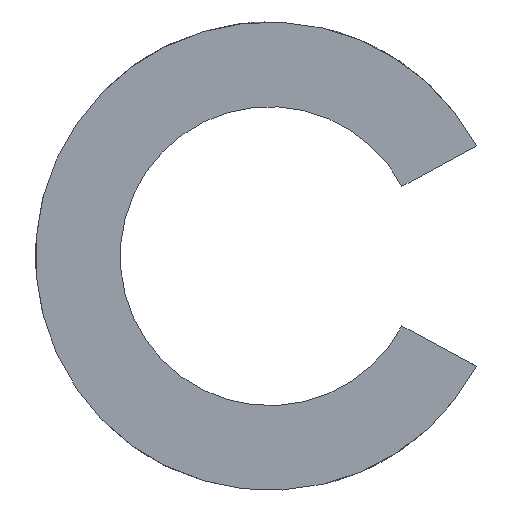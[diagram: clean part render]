
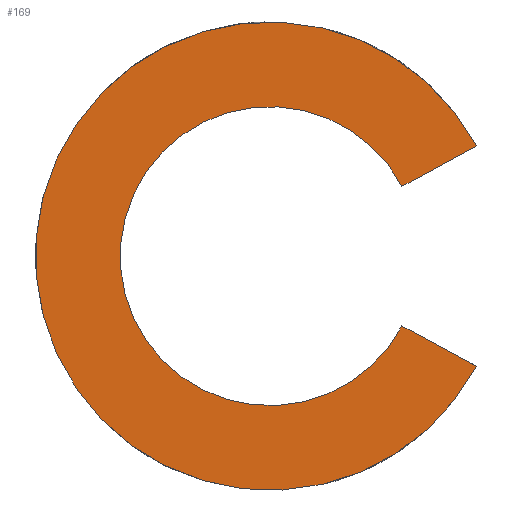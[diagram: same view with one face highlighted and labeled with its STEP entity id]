
A CAD part, left-side view. The second image highlights one B-rep face of the part: STEP entity #169.
In plain terms, the highlighted planar face has unit normal (-1, 0, 0).
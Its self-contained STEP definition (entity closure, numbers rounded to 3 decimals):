
#169 = ADVANCED_FACE( '', ( #435 ), #436, .T. );
#435 = FACE_OUTER_BOUND( '', #814, .T. );
#436 = PLANE( '', #815 );
#814 = EDGE_LOOP( '', ( #1196, #1197, #1198, #1199, #1200, #1201 ) );
#815 = AXIS2_PLACEMENT_3D( '', #1202, #1203, #1204 );
#1196 = ORIENTED_EDGE( '', *, *, #2198, .T. );
#1197 = ORIENTED_EDGE( '', *, *, #2199, .T. );
#1198 = ORIENTED_EDGE( '', *, *, #2200, .F. );
#1199 = ORIENTED_EDGE( '', *, *, #2201, .T. );
#1200 = ORIENTED_EDGE( '', *, *, #2202, .T. );
#1201 = ORIENTED_EDGE( '', *, *, #2203, .T. );
#1202 = CARTESIAN_POINT( '', ( 0., 23.5, 0. ) );
#1203 = DIRECTION( '', ( -1., 0., 0. ) );
#1204 = DIRECTION( '', ( 0., 0., 1. ) );
#2198 = EDGE_CURVE( '', #2599, #2600, #2601, .T. );
#2199 = EDGE_CURVE( '', #2600, #2602, #2603, .T. );
#2200 = EDGE_CURVE( '', #2604, #2602, #2605, .T. );
#2201 = EDGE_CURVE( '', #2604, #2606, #2607, .T. );
#2202 = EDGE_CURVE( '', #2606, #2608, #2609, .T. );
#2203 = EDGE_CURVE( '', #2608, #2599, #2610, .T. );
#2599 = VERTEX_POINT( '', #3174 );
#2600 = VERTEX_POINT( '', #3175 );
#2601 = LINE( '', #3176, #3177 );
#2602 = VERTEX_POINT( '', #3178 );
#2603 = LINE( '', #3179, #3180 );
#2604 = VERTEX_POINT( '', #3181 );
#2605 = CIRCLE( '', #3182, 23.5 );
#2606 = VERTEX_POINT( '', #3183 );
#2607 = LINE( '', #3184, #3185 );
#2608 = VERTEX_POINT( '', #3186 );
#2609 = LINE( '', #3187, #3188 );
#2610 = CIRCLE( '', #3189, 15. );
#3174 = CARTESIAN_POINT( '', ( 0., -13.266, 7. ) );
#3175 = CARTESIAN_POINT( '', ( 0., -13.27, 7. ) );
#3176 = CARTESIAN_POINT( '', ( 0., 0., 7. ) );
#3177 = VECTOR( '', #3959, 1000. );
#3178 = CARTESIAN_POINT( '', ( 0., -20.738, 11.055 ) );
#3179 = CARTESIAN_POINT( '', ( 0., -13.27, 7. ) );
#3180 = VECTOR( '', #3960, 1000. );
#3181 = CARTESIAN_POINT( '', ( 0., -20.738, -11.055 ) );
#3182 = AXIS2_PLACEMENT_3D( '', #3961, #3962, #3963 );
#3183 = CARTESIAN_POINT( '', ( 0., -13.27, -7. ) );
#3184 = CARTESIAN_POINT( '', ( 0., -20.738, -11.055 ) );
#3185 = VECTOR( '', #3964, 1000. );
#3186 = CARTESIAN_POINT( '', ( 0., -13.266, -7. ) );
#3187 = CARTESIAN_POINT( '', ( 0., -13.27, -7. ) );
#3188 = VECTOR( '', #3965, 1000. );
#3189 = AXIS2_PLACEMENT_3D( '', #3966, #3967, #3968 );
#3959 = DIRECTION( '', ( 0., -1., 0. ) );
#3960 = DIRECTION( '', ( 0., -0.879, 0.477 ) );
#3961 = CARTESIAN_POINT( '', ( 0., 0., 0. ) );
#3962 = DIRECTION( '', ( 1., 0., 0. ) );
#3963 = DIRECTION( '', ( 0., 0., -1. ) );
#3964 = DIRECTION( '', ( 0., 0.879, 0.477 ) );
#3965 = DIRECTION( '', ( 0., 1., 0. ) );
#3966 = CARTESIAN_POINT( '', ( 0., 0., 0. ) );
#3967 = DIRECTION( '', ( 1., 0., 0. ) );
#3968 = DIRECTION( '', ( 0., 0., -1. ) );
